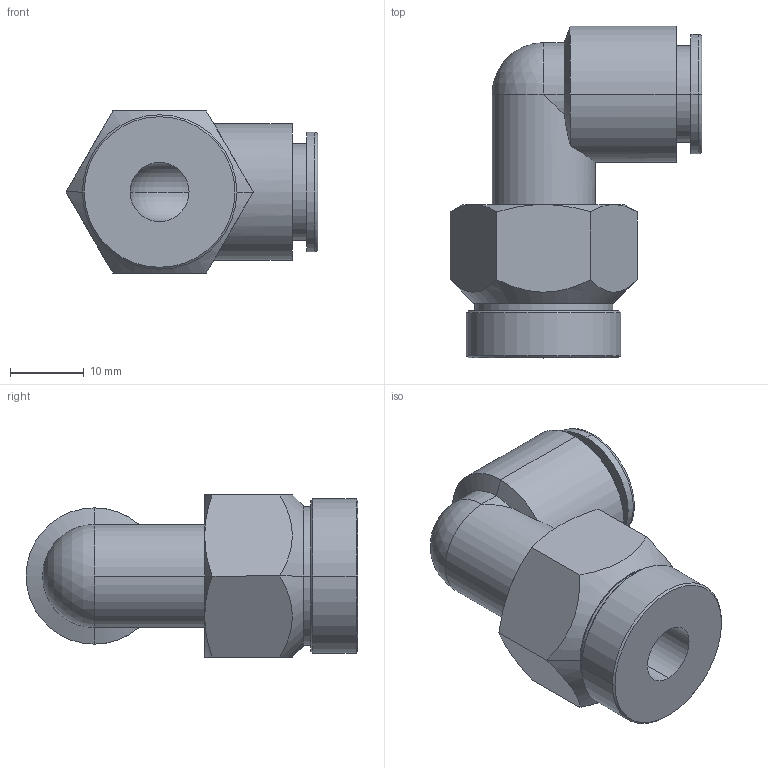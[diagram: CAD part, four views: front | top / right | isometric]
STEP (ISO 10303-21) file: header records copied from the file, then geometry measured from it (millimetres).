
FILE_DESCRIPTION (( 'STEP AP214' ), '1' );
FILE_NAME ('KQ2L12-U04A.step.step', '2015-12-23T19:47:23', ( 'Windows User' ), ( '' ), 'SwSTEP 2.0', 'SolidWorks 2016', '' );
FILE_SCHEMA (( 'AUTOMOTIVE_DESIGN' ));
Length unit declared in the file: millimetre
Products named in the file (2): KQ2L12-U04A.step; KQ2L12-U04A.step_KQ2L_12-04
Assembly tree (1 placements, depth 2):
  KQ2L12-U04A.step
    KQ2L12-U04A.step_KQ2L_12-04
Bounding box: 34.2 x 45.05 x 22 mm (x, y, z)
Volume: 11250.3 mm3; surface area: 5876.1 mm2
Topology: 1 solids, 1 shells, 55 faces, 121 edges, 73 vertices
Faces by surface type: cylinder 19, cone 15, plane 14, torus 6, sphere 1
Entity records: 2005 total; most frequent: CARTESIAN_POINT 438, DIRECTION 276, ORIENTED_EDGE 238, AXIS2_PLACEMENT_3D 122, EDGE_CURVE 119, VERTEX_POINT 72, EDGE_LOOP 63, CIRCLE 63
